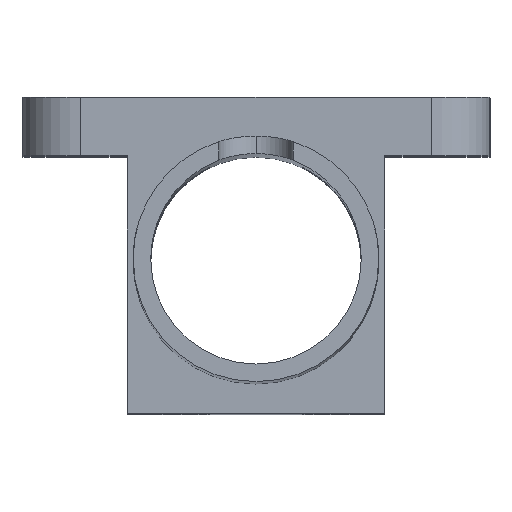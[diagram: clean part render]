
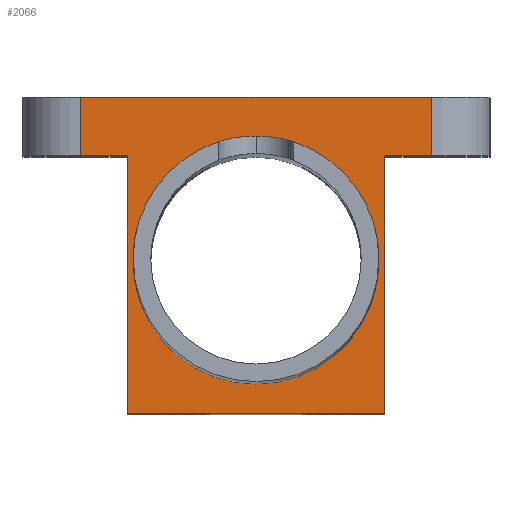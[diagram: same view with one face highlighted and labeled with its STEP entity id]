
A CAD part, top view. The second image highlights one B-rep face of the part: STEP entity #2066.
In plain terms, the highlighted planar face has unit normal (0, 0, 1).
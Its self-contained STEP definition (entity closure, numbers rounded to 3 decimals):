
#23 = CARTESIAN_POINT ( 'NONE',  ( 15., 14., 0. ) ) ;
#35 = DIRECTION ( 'NONE',  ( 0., 0., 1. ) ) ;
#107 = ORIENTED_EDGE ( 'NONE', *, *, #424, .T. ) ;
#231 = ORIENTED_EDGE ( 'NONE', *, *, #1597, .T. ) ;
#236 = VECTOR ( 'NONE', #2928, 1000. ) ;
#285 = VERTEX_POINT ( 'NONE', #1385 ) ;
#297 = VERTEX_POINT ( 'NONE', #2391 ) ;
#312 = LINE ( 'NONE', #2451, #1711 ) ;
#359 = EDGE_LOOP ( 'NONE', ( #1819, #2320, #492, #2920, #1103, #231, #107, #736 ) ) ;
#424 = EDGE_CURVE ( 'NONE', #1352, #2393, #312, .T. ) ;
#440 = EDGE_CURVE ( 'NONE', #2714, #2816, #1097, .T. ) ;
#492 = ORIENTED_EDGE ( 'NONE', *, *, #2678, .F. ) ;
#555 = LINE ( 'NONE', #3048, #3100 ) ;
#631 = CIRCLE ( 'NONE', #2395, 10.5 ) ;
#638 = DIRECTION ( 'NONE',  ( 1., 0., 0. ) ) ;
#717 = AXIS2_PLACEMENT_3D ( 'NONE', #1961, #35, #1984 ) ;
#736 = ORIENTED_EDGE ( 'NONE', *, *, #1986, .F. ) ;
#742 = LINE ( 'NONE', #1925, #779 ) ;
#747 = CARTESIAN_POINT ( 'NONE',  ( 11., 9., 0. ) ) ;
#779 = VECTOR ( 'NONE', #2385, 1000. ) ;
#923 = VECTOR ( 'NONE', #2072, 1000. ) ;
#991 = ORIENTED_EDGE ( 'NONE', *, *, #1533, .F. ) ;
#1097 = LINE ( 'NONE', #2680, #2949 ) ;
#1103 = ORIENTED_EDGE ( 'NONE', *, *, #440, .T. ) ;
#1104 = VERTEX_POINT ( 'NONE', #2444 ) ;
#1335 = CARTESIAN_POINT ( 'NONE',  ( -11., -13., 0. ) ) ;
#1352 = VERTEX_POINT ( 'NONE', #1335 ) ;
#1385 = CARTESIAN_POINT ( 'NONE',  ( 11., 9., 0. ) ) ;
#1390 = CARTESIAN_POINT ( 'NONE',  ( 11., -13., 0. ) ) ;
#1406 = CARTESIAN_POINT ( 'NONE',  ( -15., 14., 0. ) ) ;
#1470 = LINE ( 'NONE', #747, #2629 ) ;
#1533 = EDGE_CURVE ( 'NONE', #1104, #297, #631, .T. ) ;
#1548 = CARTESIAN_POINT ( 'NONE',  ( -11., 9., 0. ) ) ;
#1566 = CARTESIAN_POINT ( 'NONE',  ( -15., -13., 0. ) ) ;
#1597 = EDGE_CURVE ( 'NONE', #2816, #1352, #2942, .T. ) ;
#1622 = CARTESIAN_POINT ( 'NONE',  ( -11., 9., 0. ) ) ;
#1671 = FACE_BOUND ( 'NONE', #2413, .T. ) ;
#1696 = VERTEX_POINT ( 'NONE', #2047 ) ;
#1703 = CARTESIAN_POINT ( 'NONE',  ( 26.966, 9., 0. ) ) ;
#1711 = VECTOR ( 'NONE', #638, 1000. ) ;
#1731 = EDGE_CURVE ( 'NONE', #1696, #2011, #742, .T. ) ;
#1757 = ORIENTED_EDGE ( 'NONE', *, *, #2837, .F. ) ;
#1792 = VERTEX_POINT ( 'NONE', #1406 ) ;
#1819 = ORIENTED_EDGE ( 'NONE', *, *, #1981, .T. ) ;
#1854 = DIRECTION ( 'NONE',  ( 1., 0., 0. ) ) ;
#1876 = VECTOR ( 'NONE', #2012, 1000. ) ;
#1925 = CARTESIAN_POINT ( 'NONE',  ( 15., -13., 0. ) ) ;
#1961 = CARTESIAN_POINT ( 'NONE',  ( 20., -13., 0. ) ) ;
#1981 = EDGE_CURVE ( 'NONE', #285, #1696, #3130, .T. ) ;
#1984 = DIRECTION ( 'NONE',  ( 1., 0., 0. ) ) ;
#1986 = EDGE_CURVE ( 'NONE', #285, #2393, #1470, .T. ) ;
#2011 = VERTEX_POINT ( 'NONE', #23 ) ;
#2012 = DIRECTION ( 'NONE',  ( 0., -1., 0. ) ) ;
#2047 = CARTESIAN_POINT ( 'NONE',  ( 15., 9., 0. ) ) ;
#2066 = ADVANCED_FACE ( 'NONE', ( #1671, #3050 ), #2203, .T. ) ;
#2072 = DIRECTION ( 'NONE',  ( 0., -1., 0. ) ) ;
#2104 = DIRECTION ( 'NONE',  ( 1., 0., 0. ) ) ;
#2141 = EDGE_CURVE ( 'NONE', #1792, #2714, #2318, .T. ) ;
#2184 = DIRECTION ( 'NONE',  ( 1., 0., 0. ) ) ;
#2203 = PLANE ( 'NONE',  #717 ) ;
#2302 = CARTESIAN_POINT ( 'NONE',  ( -15., 9., 0. ) ) ;
#2305 = AXIS2_PLACEMENT_3D ( 'NONE', #2831, #2348, #2104 ) ;
#2318 = LINE ( 'NONE', #1566, #923 ) ;
#2320 = ORIENTED_EDGE ( 'NONE', *, *, #1731, .T. ) ;
#2348 = DIRECTION ( 'NONE',  ( 0., 0., 1. ) ) ;
#2357 = DIRECTION ( 'NONE',  ( 0., 0., 1. ) ) ;
#2385 = DIRECTION ( 'NONE',  ( 0., 1., 0. ) ) ;
#2391 = CARTESIAN_POINT ( 'NONE',  ( -10.5, 0., 0. ) ) ;
#2393 = VERTEX_POINT ( 'NONE', #1390 ) ;
#2395 = AXIS2_PLACEMENT_3D ( 'NONE', #2481, #2357, #1854 ) ;
#2413 = EDGE_LOOP ( 'NONE', ( #1757, #991 ) ) ;
#2444 = CARTESIAN_POINT ( 'NONE',  ( 10.5, 0., 0. ) ) ;
#2451 = CARTESIAN_POINT ( 'NONE',  ( 20., -13., 0. ) ) ;
#2457 = DIRECTION ( 'NONE',  ( 0., -1., 0. ) ) ;
#2481 = CARTESIAN_POINT ( 'NONE',  ( 0., 0., 0. ) ) ;
#2525 = DIRECTION ( 'NONE',  ( 1., 0., 0. ) ) ;
#2542 = CIRCLE ( 'NONE', #2305, 10.5 ) ;
#2629 = VECTOR ( 'NONE', #2457, 1000. ) ;
#2678 = EDGE_CURVE ( 'NONE', #1792, #2011, #555, .T. ) ;
#2680 = CARTESIAN_POINT ( 'NONE',  ( -26.966, 9., 0. ) ) ;
#2714 = VERTEX_POINT ( 'NONE', #2302 ) ;
#2816 = VERTEX_POINT ( 'NONE', #1622 ) ;
#2831 = CARTESIAN_POINT ( 'NONE',  ( 0., 0., 0. ) ) ;
#2837 = EDGE_CURVE ( 'NONE', #297, #1104, #2542, .T. ) ;
#2920 = ORIENTED_EDGE ( 'NONE', *, *, #2141, .T. ) ;
#2928 = DIRECTION ( 'NONE',  ( 1., 0., 0. ) ) ;
#2942 = LINE ( 'NONE', #1548, #1876 ) ;
#2949 = VECTOR ( 'NONE', #2184, 1000. ) ;
#3048 = CARTESIAN_POINT ( 'NONE',  ( 20., 14., 0. ) ) ;
#3050 = FACE_OUTER_BOUND ( 'NONE', #359, .T. ) ;
#3100 = VECTOR ( 'NONE', #2525, 1000. ) ;
#3130 = LINE ( 'NONE', #1703, #236 ) ;
